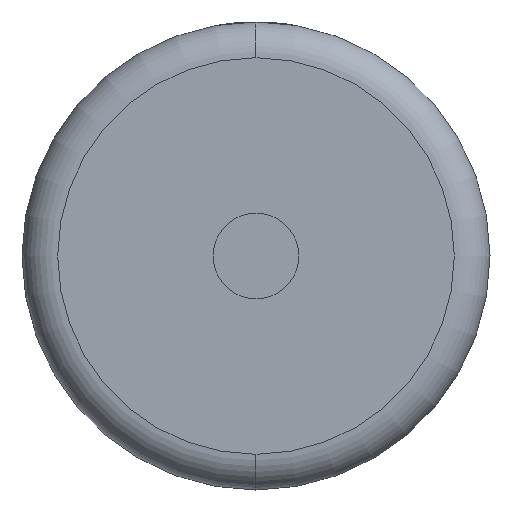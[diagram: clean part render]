
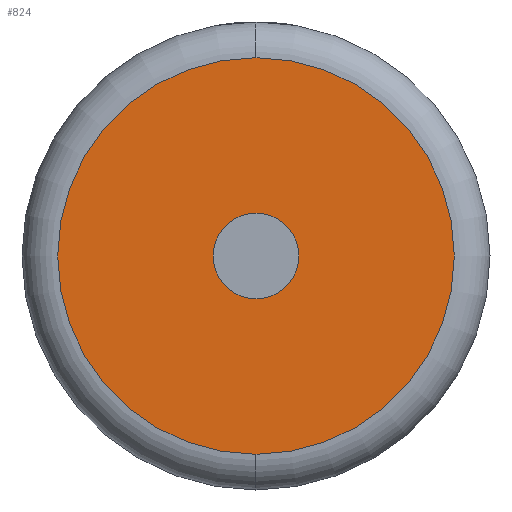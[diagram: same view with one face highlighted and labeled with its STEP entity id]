
A CAD part, left-side view. The second image highlights one B-rep face of the part: STEP entity #824.
In plain terms, the highlighted planar face has unit normal (-1, 0, 0).
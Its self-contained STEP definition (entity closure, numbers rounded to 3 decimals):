
#77 = CARTESIAN_POINT ( 'NONE',  ( 0., 0., 27.752 ) ) ;
#132 = CIRCLE ( 'NONE', #3320, 6. ) ;
#139 = VERTEX_POINT ( 'NONE', #77 ) ;
#291 = CARTESIAN_POINT ( 'NONE',  ( 0., 0., 0. ) ) ;
#342 = FACE_BOUND ( 'NONE', #923, .T. ) ;
#395 = CARTESIAN_POINT ( 'NONE',  ( 0., 0., -27.752 ) ) ;
#462 = VERTEX_POINT ( 'NONE', #3430 ) ;
#554 = CIRCLE ( 'NONE', #1855, 27.752 ) ;
#755 = DIRECTION ( 'NONE',  ( 0., 0., -1. ) ) ;
#799 = DIRECTION ( 'NONE',  ( 0., 0., -1. ) ) ;
#824 = ADVANCED_FACE ( 'NONE', ( #1411, #342 ), #3326, .F. ) ;
#874 = CARTESIAN_POINT ( 'NONE',  ( 0., 0., 0. ) ) ;
#894 = EDGE_CURVE ( 'NONE', #462, #2007, #2613, .T. ) ;
#923 = EDGE_LOOP ( 'NONE', ( #1731, #3457 ) ) ;
#957 = DIRECTION ( 'NONE',  ( -1., 0., 0. ) ) ;
#1106 = AXIS2_PLACEMENT_3D ( 'NONE', #291, #957, #1532 ) ;
#1162 = AXIS2_PLACEMENT_3D ( 'NONE', #3144, #1328, #755 ) ;
#1206 = DIRECTION ( 'NONE',  ( 1., 0., 0. ) ) ;
#1328 = DIRECTION ( 'NONE',  ( -1., 0., 0. ) ) ;
#1411 = FACE_OUTER_BOUND ( 'NONE', #3779, .T. ) ;
#1491 = VERTEX_POINT ( 'NONE', #395 ) ;
#1532 = DIRECTION ( 'NONE',  ( 0., 0., -1. ) ) ;
#1670 = EDGE_CURVE ( 'NONE', #2007, #462, #132, .T. ) ;
#1731 = ORIENTED_EDGE ( 'NONE', *, *, #1670, .F. ) ;
#1855 = AXIS2_PLACEMENT_3D ( 'NONE', #3613, #3629, #3902 ) ;
#2007 = VERTEX_POINT ( 'NONE', #3202 ) ;
#2133 = ORIENTED_EDGE ( 'NONE', *, *, #2960, .T. ) ;
#2350 = CARTESIAN_POINT ( 'NONE',  ( 0., 0., 0. ) ) ;
#2613 = CIRCLE ( 'NONE', #1106, 6. ) ;
#2734 = CIRCLE ( 'NONE', #1162, 27.752 ) ;
#2839 = AXIS2_PLACEMENT_3D ( 'NONE', #874, #1206, #3947 ) ;
#2960 = EDGE_CURVE ( 'NONE', #1491, #139, #2734, .T. ) ;
#3144 = CARTESIAN_POINT ( 'NONE',  ( 0., 0., 0. ) ) ;
#3202 = CARTESIAN_POINT ( 'NONE',  ( 0., 0., -6. ) ) ;
#3320 = AXIS2_PLACEMENT_3D ( 'NONE', #2350, #3905, #799 ) ;
#3326 = PLANE ( 'NONE',  #2839 ) ;
#3429 = EDGE_CURVE ( 'NONE', #139, #1491, #554, .T. ) ;
#3430 = CARTESIAN_POINT ( 'NONE',  ( 0., 0., 6. ) ) ;
#3457 = ORIENTED_EDGE ( 'NONE', *, *, #894, .F. ) ;
#3560 = ORIENTED_EDGE ( 'NONE', *, *, #3429, .T. ) ;
#3613 = CARTESIAN_POINT ( 'NONE',  ( 0., 0., 0. ) ) ;
#3629 = DIRECTION ( 'NONE',  ( -1., 0., 0. ) ) ;
#3779 = EDGE_LOOP ( 'NONE', ( #2133, #3560 ) ) ;
#3902 = DIRECTION ( 'NONE',  ( 0., 0., -1. ) ) ;
#3905 = DIRECTION ( 'NONE',  ( -1., 0., 0. ) ) ;
#3947 = DIRECTION ( 'NONE',  ( 0., 0., -1. ) ) ;
